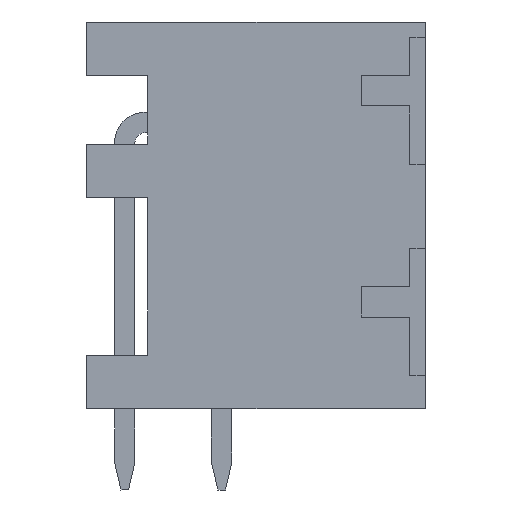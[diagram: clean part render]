
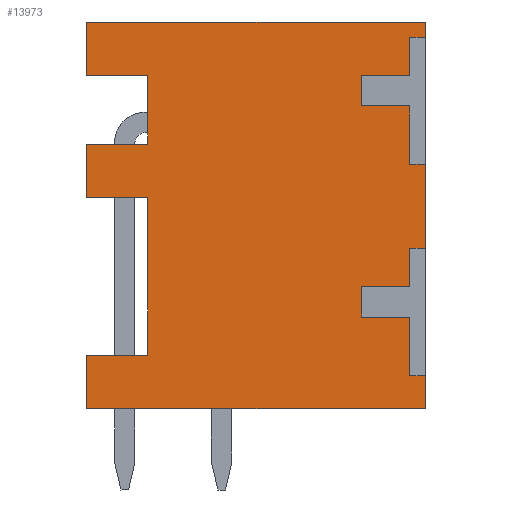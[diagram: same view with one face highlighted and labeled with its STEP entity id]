
A CAD part, left-side view. The second image highlights one B-rep face of the part: STEP entity #13973.
In plain terms, the highlighted planar face has unit normal (-1, 0, 0).
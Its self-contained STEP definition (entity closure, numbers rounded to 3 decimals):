
#13847=AXIS2_PLACEMENT_3D('Plane Axis2P3D',#13844,#13845,#13846) ;
#322=CARTESIAN_POINT('Vertex',(0.3,0.,18.4)) ;
#325=CARTESIAN_POINT('Line Origine',(0.3,0.,18.1)) ;
#329=CARTESIAN_POINT('Vertex',(0.3,0.,17.8)) ;
#350=CARTESIAN_POINT('Vertex',(0.3,0.,12.8)) ;
#353=CARTESIAN_POINT('Line Origine',(0.3,0.,11.15)) ;
#357=CARTESIAN_POINT('Vertex',(0.3,0.,9.5)) ;
#378=CARTESIAN_POINT('Vertex',(0.3,0.,4.5)) ;
#381=CARTESIAN_POINT('Line Origine',(0.3,0.,3.85)) ;
#385=CARTESIAN_POINT('Vertex',(0.3,0.,3.2)) ;
#6358=CARTESIAN_POINT('Vertex',(0.3,13.3,18.4)) ;
#6361=CARTESIAN_POINT('Line Origine',(0.3,6.65,18.4)) ;
#6479=CARTESIAN_POINT('Vertex',(0.3,13.3,16.3)) ;
#6484=CARTESIAN_POINT('Line Origine',(0.3,13.3,17.35)) ;
#7438=CARTESIAN_POINT('Vertex',(0.3,10.9,16.3)) ;
#7443=CARTESIAN_POINT('Line Origine',(0.3,12.1,16.3)) ;
#7885=CARTESIAN_POINT('Vertex',(0.3,10.9,13.6)) ;
#7890=CARTESIAN_POINT('Line Origine',(0.3,10.9,14.95)) ;
#8332=CARTESIAN_POINT('Vertex',(0.3,13.3,13.6)) ;
#8337=CARTESIAN_POINT('Line Origine',(0.3,12.1,13.6)) ;
#8774=CARTESIAN_POINT('Vertex',(0.3,13.3,11.5)) ;
#8779=CARTESIAN_POINT('Line Origine',(0.3,13.3,12.55)) ;
#10245=CARTESIAN_POINT('Vertex',(0.3,10.9,11.5)) ;
#10250=CARTESIAN_POINT('Line Origine',(0.3,12.1,11.5)) ;
#10687=CARTESIAN_POINT('Vertex',(0.3,10.9,5.3)) ;
#10692=CARTESIAN_POINT('Line Origine',(0.3,10.9,8.4)) ;
#11134=CARTESIAN_POINT('Vertex',(0.3,13.3,5.3)) ;
#11139=CARTESIAN_POINT('Line Origine',(0.3,12.1,5.3)) ;
#11576=CARTESIAN_POINT('Vertex',(0.3,13.3,3.2)) ;
#11581=CARTESIAN_POINT('Line Origine',(0.3,13.3,4.25)) ;
#13043=CARTESIAN_POINT('Line Origine',(0.3,6.65,3.2)) ;
#13844=CARTESIAN_POINT('Axis2P3D Location',(0.3,0.,0.)) ;
#13849=CARTESIAN_POINT('Line Origine',(0.3,0.3,12.8)) ;
#13853=CARTESIAN_POINT('Vertex',(0.3,0.6,12.8)) ;
#13856=CARTESIAN_POINT('Line Origine',(0.3,0.6,13.95)) ;
#13860=CARTESIAN_POINT('Vertex',(0.3,0.6,15.1)) ;
#13863=CARTESIAN_POINT('Line Origine',(0.3,1.55,15.1)) ;
#13867=CARTESIAN_POINT('Vertex',(0.3,2.5,15.1)) ;
#13870=CARTESIAN_POINT('Line Origine',(0.3,2.5,15.7)) ;
#13874=CARTESIAN_POINT('Vertex',(0.3,2.5,16.3)) ;
#13877=CARTESIAN_POINT('Line Origine',(0.3,1.55,16.3)) ;
#13881=CARTESIAN_POINT('Vertex',(0.3,0.6,16.3)) ;
#13884=CARTESIAN_POINT('Line Origine',(0.3,0.6,17.05)) ;
#13888=CARTESIAN_POINT('Vertex',(0.3,0.6,17.8)) ;
#13891=CARTESIAN_POINT('Line Origine',(0.3,0.3,17.8)) ;
#13896=CARTESIAN_POINT('Line Origine',(0.3,0.3,4.5)) ;
#13900=CARTESIAN_POINT('Vertex',(0.3,0.6,4.5)) ;
#13903=CARTESIAN_POINT('Line Origine',(0.3,0.6,5.65)) ;
#13907=CARTESIAN_POINT('Vertex',(0.3,0.6,6.8)) ;
#13910=CARTESIAN_POINT('Line Origine',(0.3,1.55,6.8)) ;
#13914=CARTESIAN_POINT('Vertex',(0.3,2.5,6.8)) ;
#13917=CARTESIAN_POINT('Line Origine',(0.3,2.5,7.4)) ;
#13921=CARTESIAN_POINT('Vertex',(0.3,2.5,8.)) ;
#13924=CARTESIAN_POINT('Line Origine',(0.3,1.55,8.)) ;
#13928=CARTESIAN_POINT('Vertex',(0.3,0.6,8.)) ;
#13931=CARTESIAN_POINT('Line Origine',(0.3,0.6,8.75)) ;
#13935=CARTESIAN_POINT('Vertex',(0.3,0.6,9.5)) ;
#13938=CARTESIAN_POINT('Line Origine',(0.3,0.3,9.5)) ;
#326=DIRECTION('Vector Direction',(0.,0.,-1.)) ;
#354=DIRECTION('Vector Direction',(0.,0.,-1.)) ;
#382=DIRECTION('Vector Direction',(0.,0.,-1.)) ;
#6362=DIRECTION('Vector Direction',(0.,-1.,0.)) ;
#6485=DIRECTION('Vector Direction',(0.,0.,1.)) ;
#7444=DIRECTION('Vector Direction',(0.,1.,0.)) ;
#7891=DIRECTION('Vector Direction',(0.,0.,1.)) ;
#8338=DIRECTION('Vector Direction',(0.,-1.,0.)) ;
#8780=DIRECTION('Vector Direction',(0.,0.,1.)) ;
#10251=DIRECTION('Vector Direction',(0.,1.,0.)) ;
#10693=DIRECTION('Vector Direction',(0.,0.,1.)) ;
#11140=DIRECTION('Vector Direction',(0.,-1.,0.)) ;
#11582=DIRECTION('Vector Direction',(0.,0.,1.)) ;
#13044=DIRECTION('Vector Direction',(0.,1.,0.)) ;
#13845=DIRECTION('Axis2P3D Direction',(-1.,0.,0.)) ;
#13846=DIRECTION('Axis2P3D XDirection',(0.,-1.,0.)) ;
#13850=DIRECTION('Vector Direction',(0.,1.,0.)) ;
#13857=DIRECTION('Vector Direction',(0.,0.,1.)) ;
#13864=DIRECTION('Vector Direction',(0.,1.,0.)) ;
#13871=DIRECTION('Vector Direction',(0.,0.,1.)) ;
#13878=DIRECTION('Vector Direction',(0.,-1.,0.)) ;
#13885=DIRECTION('Vector Direction',(0.,0.,1.)) ;
#13892=DIRECTION('Vector Direction',(0.,-1.,0.)) ;
#13897=DIRECTION('Vector Direction',(0.,1.,0.)) ;
#13904=DIRECTION('Vector Direction',(0.,0.,1.)) ;
#13911=DIRECTION('Vector Direction',(0.,1.,0.)) ;
#13918=DIRECTION('Vector Direction',(0.,0.,1.)) ;
#13925=DIRECTION('Vector Direction',(0.,-1.,0.)) ;
#13932=DIRECTION('Vector Direction',(0.,0.,1.)) ;
#13939=DIRECTION('Vector Direction',(0.,-1.,0.)) ;
#327=VECTOR('Line Direction',#326,1.) ;
#355=VECTOR('Line Direction',#354,1.) ;
#383=VECTOR('Line Direction',#382,1.) ;
#6363=VECTOR('Line Direction',#6362,1.) ;
#6486=VECTOR('Line Direction',#6485,1.) ;
#7445=VECTOR('Line Direction',#7444,1.) ;
#7892=VECTOR('Line Direction',#7891,1.) ;
#8339=VECTOR('Line Direction',#8338,1.) ;
#8781=VECTOR('Line Direction',#8780,1.) ;
#10252=VECTOR('Line Direction',#10251,1.) ;
#10694=VECTOR('Line Direction',#10693,1.) ;
#11141=VECTOR('Line Direction',#11140,1.) ;
#11583=VECTOR('Line Direction',#11582,1.) ;
#13045=VECTOR('Line Direction',#13044,1.) ;
#13851=VECTOR('Line Direction',#13850,1.) ;
#13858=VECTOR('Line Direction',#13857,1.) ;
#13865=VECTOR('Line Direction',#13864,1.) ;
#13872=VECTOR('Line Direction',#13871,1.) ;
#13879=VECTOR('Line Direction',#13878,1.) ;
#13886=VECTOR('Line Direction',#13885,1.) ;
#13893=VECTOR('Line Direction',#13892,1.) ;
#13898=VECTOR('Line Direction',#13897,1.) ;
#13905=VECTOR('Line Direction',#13904,1.) ;
#13912=VECTOR('Line Direction',#13911,1.) ;
#13919=VECTOR('Line Direction',#13918,1.) ;
#13926=VECTOR('Line Direction',#13925,1.) ;
#13933=VECTOR('Line Direction',#13932,1.) ;
#13940=VECTOR('Line Direction',#13939,1.) ;
#13944=ORIENTED_EDGE('',*,*,#359,.T.) ;
#13945=ORIENTED_EDGE('',*,*,#13855,.F.) ;
#13946=ORIENTED_EDGE('',*,*,#13862,.F.) ;
#13947=ORIENTED_EDGE('',*,*,#13869,.F.) ;
#13948=ORIENTED_EDGE('',*,*,#13876,.F.) ;
#13949=ORIENTED_EDGE('',*,*,#13883,.F.) ;
#13950=ORIENTED_EDGE('',*,*,#13890,.F.) ;
#13951=ORIENTED_EDGE('',*,*,#13895,.F.) ;
#13952=ORIENTED_EDGE('',*,*,#331,.T.) ;
#13953=ORIENTED_EDGE('',*,*,#6365,.T.) ;
#13954=ORIENTED_EDGE('',*,*,#6488,.T.) ;
#13955=ORIENTED_EDGE('',*,*,#7447,.T.) ;
#13956=ORIENTED_EDGE('',*,*,#7894,.T.) ;
#13957=ORIENTED_EDGE('',*,*,#8341,.T.) ;
#13958=ORIENTED_EDGE('',*,*,#8783,.T.) ;
#13959=ORIENTED_EDGE('',*,*,#10254,.T.) ;
#13960=ORIENTED_EDGE('',*,*,#10696,.T.) ;
#13961=ORIENTED_EDGE('',*,*,#11143,.T.) ;
#13962=ORIENTED_EDGE('',*,*,#11585,.T.) ;
#13963=ORIENTED_EDGE('',*,*,#13047,.T.) ;
#13964=ORIENTED_EDGE('',*,*,#387,.T.) ;
#13965=ORIENTED_EDGE('',*,*,#13902,.F.) ;
#13966=ORIENTED_EDGE('',*,*,#13909,.F.) ;
#13967=ORIENTED_EDGE('',*,*,#13916,.F.) ;
#13968=ORIENTED_EDGE('',*,*,#13923,.F.) ;
#13969=ORIENTED_EDGE('',*,*,#13930,.F.) ;
#13970=ORIENTED_EDGE('',*,*,#13937,.F.) ;
#13971=ORIENTED_EDGE('',*,*,#13942,.F.) ;
#13973=ADVANCED_FACE('HOUSING',(#13972),#13848,.T.) ;
#331=EDGE_CURVE('',#330,#323,#328,.F.) ;
#359=EDGE_CURVE('',#358,#351,#356,.F.) ;
#387=EDGE_CURVE('',#386,#379,#384,.F.) ;
#6365=EDGE_CURVE('',#323,#6359,#6364,.F.) ;
#6488=EDGE_CURVE('',#6359,#6480,#6487,.F.) ;
#7447=EDGE_CURVE('',#6480,#7439,#7446,.F.) ;
#7894=EDGE_CURVE('',#7439,#7886,#7893,.F.) ;
#8341=EDGE_CURVE('',#7886,#8333,#8340,.F.) ;
#8783=EDGE_CURVE('',#8333,#8775,#8782,.F.) ;
#10254=EDGE_CURVE('',#8775,#10246,#10253,.F.) ;
#10696=EDGE_CURVE('',#10246,#10688,#10695,.F.) ;
#11143=EDGE_CURVE('',#10688,#11135,#11142,.F.) ;
#11585=EDGE_CURVE('',#11135,#11577,#11584,.F.) ;
#13047=EDGE_CURVE('',#11577,#386,#13046,.F.) ;
#13855=EDGE_CURVE('',#13854,#351,#13852,.F.) ;
#13862=EDGE_CURVE('',#13861,#13854,#13859,.F.) ;
#13869=EDGE_CURVE('',#13868,#13861,#13866,.F.) ;
#13876=EDGE_CURVE('',#13875,#13868,#13873,.F.) ;
#13883=EDGE_CURVE('',#13882,#13875,#13880,.F.) ;
#13890=EDGE_CURVE('',#13889,#13882,#13887,.F.) ;
#13895=EDGE_CURVE('',#330,#13889,#13894,.F.) ;
#13902=EDGE_CURVE('',#13901,#379,#13899,.F.) ;
#13909=EDGE_CURVE('',#13908,#13901,#13906,.F.) ;
#13916=EDGE_CURVE('',#13915,#13908,#13913,.F.) ;
#13923=EDGE_CURVE('',#13922,#13915,#13920,.F.) ;
#13930=EDGE_CURVE('',#13929,#13922,#13927,.F.) ;
#13937=EDGE_CURVE('',#13936,#13929,#13934,.F.) ;
#13942=EDGE_CURVE('',#358,#13936,#13941,.F.) ;
#13943=EDGE_LOOP('',(#13944,#13945,#13946,#13947,#13948,#13949,#13950,#13951,#13952,#13953,#13954,#13955,#13956,#13957,#13958,#13959,#13960,#13961,#13962,#13963,#13964,#13965,#13966,#13967,#13968,#13969,#13970,#13971)) ;
#13972=FACE_OUTER_BOUND('',#13943,.T.) ;
#328=LINE('Line',#325,#327) ;
#356=LINE('Line',#353,#355) ;
#384=LINE('Line',#381,#383) ;
#6364=LINE('Line',#6361,#6363) ;
#6487=LINE('Line',#6484,#6486) ;
#7446=LINE('Line',#7443,#7445) ;
#7893=LINE('Line',#7890,#7892) ;
#8340=LINE('Line',#8337,#8339) ;
#8782=LINE('Line',#8779,#8781) ;
#10253=LINE('Line',#10250,#10252) ;
#10695=LINE('Line',#10692,#10694) ;
#11142=LINE('Line',#11139,#11141) ;
#11584=LINE('Line',#11581,#11583) ;
#13046=LINE('Line',#13043,#13045) ;
#13852=LINE('Line',#13849,#13851) ;
#13859=LINE('Line',#13856,#13858) ;
#13866=LINE('Line',#13863,#13865) ;
#13873=LINE('Line',#13870,#13872) ;
#13880=LINE('Line',#13877,#13879) ;
#13887=LINE('Line',#13884,#13886) ;
#13894=LINE('Line',#13891,#13893) ;
#13899=LINE('Line',#13896,#13898) ;
#13906=LINE('Line',#13903,#13905) ;
#13913=LINE('Line',#13910,#13912) ;
#13920=LINE('Line',#13917,#13919) ;
#13927=LINE('Line',#13924,#13926) ;
#13934=LINE('Line',#13931,#13933) ;
#13941=LINE('Line',#13938,#13940) ;
#13848=PLANE('',#13847) ;
#323=VERTEX_POINT('',#322) ;
#330=VERTEX_POINT('',#329) ;
#351=VERTEX_POINT('',#350) ;
#358=VERTEX_POINT('',#357) ;
#379=VERTEX_POINT('',#378) ;
#386=VERTEX_POINT('',#385) ;
#6359=VERTEX_POINT('',#6358) ;
#6480=VERTEX_POINT('',#6479) ;
#7439=VERTEX_POINT('',#7438) ;
#7886=VERTEX_POINT('',#7885) ;
#8333=VERTEX_POINT('',#8332) ;
#8775=VERTEX_POINT('',#8774) ;
#10246=VERTEX_POINT('',#10245) ;
#10688=VERTEX_POINT('',#10687) ;
#11135=VERTEX_POINT('',#11134) ;
#11577=VERTEX_POINT('',#11576) ;
#13854=VERTEX_POINT('',#13853) ;
#13861=VERTEX_POINT('',#13860) ;
#13868=VERTEX_POINT('',#13867) ;
#13875=VERTEX_POINT('',#13874) ;
#13882=VERTEX_POINT('',#13881) ;
#13889=VERTEX_POINT('',#13888) ;
#13901=VERTEX_POINT('',#13900) ;
#13908=VERTEX_POINT('',#13907) ;
#13915=VERTEX_POINT('',#13914) ;
#13922=VERTEX_POINT('',#13921) ;
#13929=VERTEX_POINT('',#13928) ;
#13936=VERTEX_POINT('',#13935) ;
